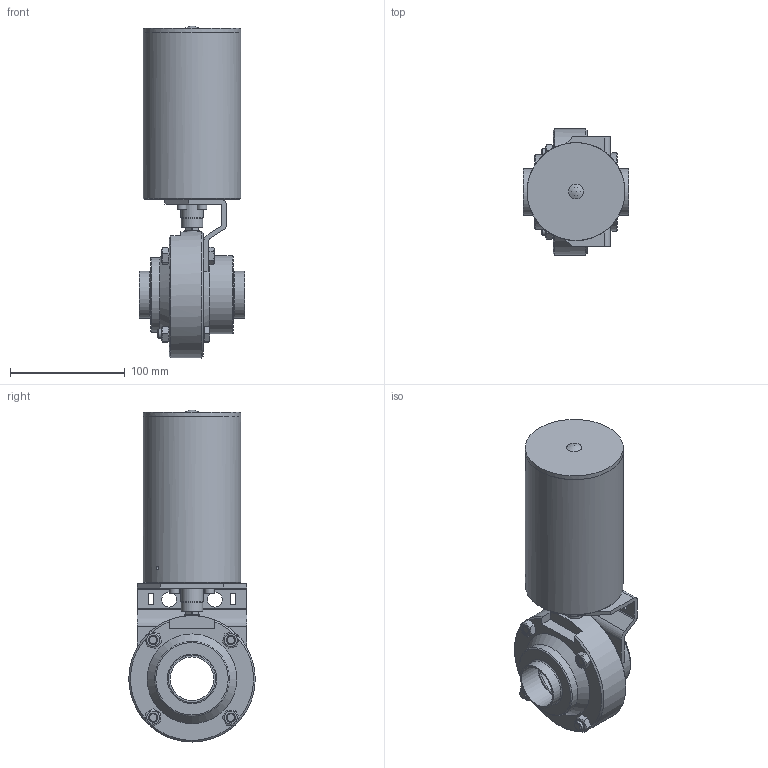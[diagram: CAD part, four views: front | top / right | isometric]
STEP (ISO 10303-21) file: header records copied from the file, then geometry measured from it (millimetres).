
FILE_DESCRIPTION((''),'2;1');
FILE_NAME('69322040XX20.stp','2014-07-23T13:21:01',('hehmen'),(''),'Autodesk Inventor 2011','Autodesk Inventor 2011','');
FILE_SCHEMA(('AUTOMOTIVE_DESIGN { 1 0 10303 214 1 1 1 1 }'));
Length unit declared in the file: millimetre
Products named in the file (1): 69322040XX20
Bounding box: 92 x 110 x 288.96 mm (x, y, z)
Volume: 613137.6 mm3; surface area: 216757.2 mm2
Topology: 1 solids, 18 shells, 463 faces, 1101 edges, 704 vertices
Faces by surface type: plane 225, cylinder 123, cone 73, torus 34, sphere 5, bspline 3
Full cylindrical faces by diameter (mm): 2.5 x1, 4.134 x5, 5 x4, 5.5 x4, 6.647 x2, 7 x1, 8 x7, 8.5 x8, 9 x1, 10.2 x1, 10.3 x1, 11.63 x4, 11.98 x2, 12.7 x1, 12.8 x1, 13 x2, 15.3 x1, 18.5 x1, 19 x3, 19.5 x1, 20 x3, 20.2 x1, 22 x1, 23 x1, 26 x1, 26.3 x1, 26.6 x1, 38 x3, 40 x2, 40.1 x2
Entity records: 12634 total; most frequent: CARTESIAN_POINT 2528, DIRECTION 2034, ORIENTED_EDGE 1722, EDGE_CURVE 861, AXIS2_PLACEMENT_3D 857, EDGE_LOOP 728, VERTEX_POINT 641, FACE_OUTER_BOUND 463
